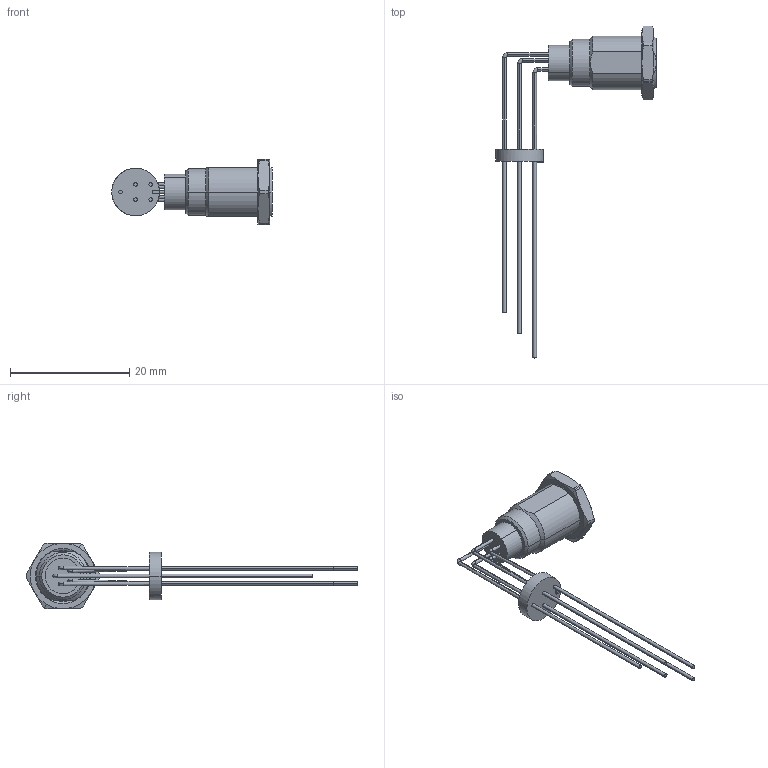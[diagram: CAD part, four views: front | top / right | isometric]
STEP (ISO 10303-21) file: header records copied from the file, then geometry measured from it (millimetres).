
FILE_DESCRIPTION(('STEP AP242'),'1');
FILE_NAME('ecg_0b_305_clv.stp','2024-08-28T09:15:11',('TraceParts'),('TraceParts S.A.'),'Spatial InterOp 3D',' ',' ');
FILE_SCHEMA(('AP242_MANAGED_MODEL_BASED_3D_ENGINEERING_MIM_LF {1 0 10303 442 1 1 4}'));
Length unit declared in the file: millimetre
Products named in the file (1): ecg_0b_305_clv_1
Bounding box: 26.94 x 55.77 x 11 mm (x, y, z)
Volume: 1205.9 mm3; surface area: 1382.9 mm2
Topology: 2 solids, 2 shells, 115 faces, 286 edges, 183 vertices
Faces by surface type: cylinder 52, cone 28, plane 25, torus 10
Entity records: 4005 total; most frequent: DIRECTION 657, CARTESIAN_POINT 648, ORIENTED_EDGE 572, EDGE_CURVE 286, AXIS2_PLACEMENT_3D 285, VERTEX_POINT 183, CIRCLE 157, EDGE_LOOP 133
